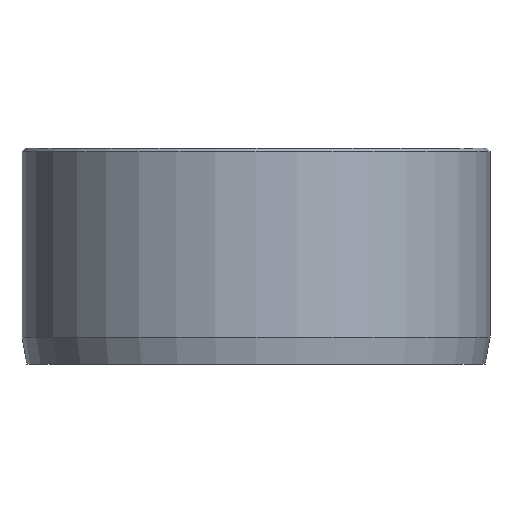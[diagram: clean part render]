
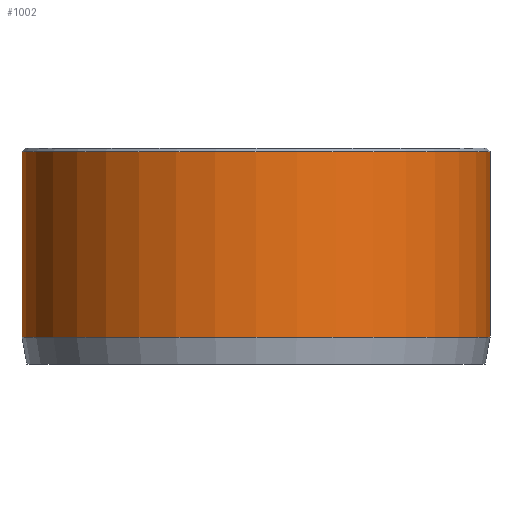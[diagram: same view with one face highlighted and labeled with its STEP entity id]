
A CAD part, front view. The second image highlights one B-rep face of the part: STEP entity #1002.
In plain terms, the highlighted cylindrical face has radius 13 mm (diameter 26 mm), a partial arc.
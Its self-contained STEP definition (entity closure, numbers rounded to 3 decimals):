
#6 = DIRECTION ( 'NONE',  ( 0., 0., -1. ) ) ;
#64 = AXIS2_PLACEMENT_3D ( 'NONE', #641, #636, #626 ) ;
#104 = CYLINDRICAL_SURFACE ( 'NONE', #169, 13. ) ;
#128 = VECTOR ( 'NONE', #293, 1000. ) ;
#137 = EDGE_CURVE ( 'NONE', #388, #699, #668, .T. ) ;
#149 = AXIS2_PLACEMENT_3D ( 'NONE', #579, #576, #572 ) ;
#169 = AXIS2_PLACEMENT_3D ( 'NONE', #843, #6, #753 ) ;
#216 = VERTEX_POINT ( 'NONE', #1263 ) ;
#293 = DIRECTION ( 'NONE',  ( 0., 0., -1. ) ) ;
#310 = CIRCLE ( 'NONE', #64, 13. ) ;
#312 = ORIENTED_EDGE ( 'NONE', *, *, #137, .F. ) ;
#317 = CARTESIAN_POINT ( 'NONE',  ( -13., 0., 11.8 ) ) ;
#357 = CARTESIAN_POINT ( 'NONE',  ( 13., 0., 1.5 ) ) ;
#388 = VERTEX_POINT ( 'NONE', #734 ) ;
#446 = ORIENTED_EDGE ( 'NONE', *, *, #488, .T. ) ;
#485 = VERTEX_POINT ( 'NONE', #317 ) ;
#488 = EDGE_CURVE ( 'NONE', #485, #216, #1091, .T. ) ;
#572 = DIRECTION ( 'NONE',  ( 1., 0., 0. ) ) ;
#576 = DIRECTION ( 'NONE',  ( 0., 0., -1. ) ) ;
#579 = CARTESIAN_POINT ( 'NONE',  ( 0., 0., 11.8 ) ) ;
#580 = EDGE_CURVE ( 'NONE', #216, #699, #310, .T. ) ;
#605 = DIRECTION ( 'NONE',  ( 0., 0., -1. ) ) ;
#609 = EDGE_CURVE ( 'NONE', #388, #485, #838, .T. ) ;
#626 = DIRECTION ( 'NONE',  ( 1., 0., 0. ) ) ;
#636 = DIRECTION ( 'NONE',  ( 0., 0., 1. ) ) ;
#641 = CARTESIAN_POINT ( 'NONE',  ( 0., 0., 1.5 ) ) ;
#668 = LINE ( 'NONE', #713, #128 ) ;
#681 = FACE_OUTER_BOUND ( 'NONE', #1037, .T. ) ;
#699 = VERTEX_POINT ( 'NONE', #357 ) ;
#713 = CARTESIAN_POINT ( 'NONE',  ( 13., 0., 12. ) ) ;
#734 = CARTESIAN_POINT ( 'NONE',  ( 13., 0., 11.8 ) ) ;
#753 = DIRECTION ( 'NONE',  ( -1., 0., 0. ) ) ;
#826 = CARTESIAN_POINT ( 'NONE',  ( -13., 0., 12. ) ) ;
#838 = CIRCLE ( 'NONE', #149, 13. ) ;
#839 = ORIENTED_EDGE ( 'NONE', *, *, #580, .T. ) ;
#843 = CARTESIAN_POINT ( 'NONE',  ( 0., 0., 12. ) ) ;
#857 = VECTOR ( 'NONE', #605, 1000. ) ;
#1002 = ADVANCED_FACE ( 'NONE', ( #681 ), #104, .T. ) ;
#1037 = EDGE_LOOP ( 'NONE', ( #312, #1255, #446, #839 ) ) ;
#1091 = LINE ( 'NONE', #826, #857 ) ;
#1255 = ORIENTED_EDGE ( 'NONE', *, *, #609, .T. ) ;
#1263 = CARTESIAN_POINT ( 'NONE',  ( -13., 0., 1.5 ) ) ;
